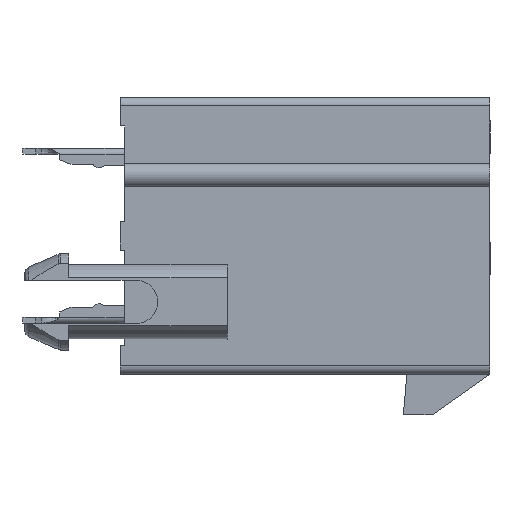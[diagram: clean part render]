
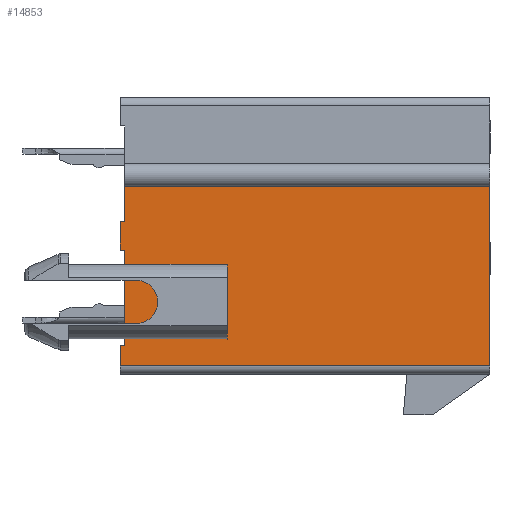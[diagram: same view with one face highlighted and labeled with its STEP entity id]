
A CAD part, left-side view. The second image highlights one B-rep face of the part: STEP entity #14853.
In plain terms, the highlighted planar face has unit normal (-1, 0, 0).
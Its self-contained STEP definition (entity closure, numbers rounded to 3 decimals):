
#93=CARTESIAN_POINT('',(-25.8,0.,1.7));
#94=VERTEX_POINT('',#93);
#102=CARTESIAN_POINT('',(-25.8,0.,-4.5));
#103=VERTEX_POINT('',#102);
#104=CARTESIAN_POINT('',(-25.8,0.,1.7));
#105=DIRECTION('',(0.,0.,-1.));
#106=VECTOR('',#105,6.2);
#107=LINE('',#104,#106);
#108=EDGE_CURVE('',#94,#103,#107,.T.);
#1381=CARTESIAN_POINT('',(-25.8,12.8,-4.5));
#1382=VERTEX_POINT('',#1381);
#1399=CARTESIAN_POINT('',(-25.8,0.,-4.5));
#1400=DIRECTION('',(0.,1.,0.));
#1401=VECTOR('',#1400,12.8);
#1402=LINE('',#1399,#1401);
#1403=EDGE_CURVE('',#103,#1382,#1402,.T.);
#2666=CARTESIAN_POINT('',(-25.8,12.8,0.5));
#2667=VERTEX_POINT('',#2666);
#2668=CARTESIAN_POINT('',(-25.8,12.65,0.5));
#2669=VERTEX_POINT('',#2668);
#2670=CARTESIAN_POINT('',(-25.8,12.8,0.5));
#2671=DIRECTION('',(0.,-1.,0.));
#2672=VECTOR('',#2671,0.15);
#2673=LINE('',#2670,#2672);
#2674=EDGE_CURVE('',#2667,#2669,#2673,.T.);
#2778=CARTESIAN_POINT('',(-25.8,12.8,-0.5));
#2779=VERTEX_POINT('',#2778);
#2786=CARTESIAN_POINT('',(-25.8,12.8,-0.5));
#2787=DIRECTION('',(0.,0.,1.));
#2788=VECTOR('',#2787,1.);
#2789=LINE('',#2786,#2788);
#2790=EDGE_CURVE('',#2779,#2667,#2789,.T.);
#2801=CARTESIAN_POINT('',(-25.8,12.65,-0.5));
#2802=VERTEX_POINT('',#2801);
#2803=CARTESIAN_POINT('',(-25.8,12.65,-0.5));
#2804=DIRECTION('',(0.,1.,0.));
#2805=VECTOR('',#2804,0.15);
#2806=LINE('',#2803,#2805);
#2807=EDGE_CURVE('',#2802,#2779,#2806,.T.);
#2832=CARTESIAN_POINT('',(-25.8,12.65,-3.8));
#2833=VERTEX_POINT('',#2832);
#2834=CARTESIAN_POINT('',(-25.8,12.65,-3.8));
#2835=DIRECTION('',(0.,0.,1.));
#2836=VECTOR('',#2835,3.3);
#2837=LINE('',#2834,#2836);
#2838=EDGE_CURVE('',#2833,#2802,#2837,.T.);
#2863=CARTESIAN_POINT('',(-25.8,12.8,-3.8));
#2864=VERTEX_POINT('',#2863);
#2865=CARTESIAN_POINT('',(-25.8,12.8,-3.8));
#2866=DIRECTION('',(0.,-1.,0.));
#2867=VECTOR('',#2866,0.15);
#2868=LINE('',#2865,#2867);
#2869=EDGE_CURVE('',#2864,#2833,#2868,.T.);
#2918=CARTESIAN_POINT('',(-25.8,12.8,-4.5));
#2919=DIRECTION('',(0.,0.,1.));
#2920=VECTOR('',#2919,0.7);
#2921=LINE('',#2918,#2920);
#2922=EDGE_CURVE('',#1382,#2864,#2921,.T.);
#14765=CARTESIAN_POINT('',(-25.8,12.65,1.7));
#14766=VERTEX_POINT('',#14765);
#14774=CARTESIAN_POINT('',(-25.8,12.65,1.7));
#14775=DIRECTION('',(0.,-1.,0.));
#14776=VECTOR('',#14775,12.65);
#14777=LINE('',#14774,#14776);
#14778=EDGE_CURVE('',#14766,#94,#14777,.T.);
#14788=CARTESIAN_POINT('',(-25.8,12.65,0.5));
#14789=DIRECTION('',(0.,0.,1.));
#14790=VECTOR('',#14789,1.2);
#14791=LINE('',#14788,#14790);
#14792=EDGE_CURVE('',#2669,#14766,#14791,.T.);
#14802=CARTESIAN_POINT('',(-25.8,6.4,0.));
#14803=DIRECTION('',(0.,-1.,0.));
#14804=DIRECTION('',(-1.,0.,0.));
#14805=AXIS2_PLACEMENT_3D('',#14802,#14804,#14803);
#14806=PLANE('',#14805);
#14807=ORIENTED_EDGE('',*,*,#14778,.F.);
#14808=ORIENTED_EDGE('',*,*,#14792,.F.);
#14809=ORIENTED_EDGE('',*,*,#2674,.F.);
#14810=ORIENTED_EDGE('',*,*,#2790,.F.);
#14811=ORIENTED_EDGE('',*,*,#2807,.F.);
#14812=ORIENTED_EDGE('',*,*,#2838,.F.);
#14813=ORIENTED_EDGE('',*,*,#2869,.F.);
#14814=ORIENTED_EDGE('',*,*,#2922,.F.);
#14815=ORIENTED_EDGE('',*,*,#1403,.F.);
#14816=ORIENTED_EDGE('',*,*,#108,.F.);
#14817=EDGE_LOOP('',(#14807,#14808,#14809,#14810,#14811,#14812,#14813,#14814,#14815,#14816));
#14818=FACE_OUTER_BOUND('',#14817,.T.);
#14819=CARTESIAN_POINT('',(-25.8,9.1,-1.459));
#14820=VERTEX_POINT('',#14819);
#14821=CARTESIAN_POINT('',(-25.8,9.1,-3.121));
#14822=VERTEX_POINT('',#14821);
#14823=CARTESIAN_POINT('',(-25.8,9.1,-1.459));
#14824=DIRECTION('',(0.,0.,-1.));
#14825=VECTOR('',#14824,1.661);
#14826=LINE('',#14823,#14825);
#14827=EDGE_CURVE('',#14820,#14822,#14826,.T.);
#14828=ORIENTED_EDGE('',*,*,#14827,.T.);
#14829=CARTESIAN_POINT('',(-25.8,11.5,-3.121));
#14830=VERTEX_POINT('',#14829);
#14831=CARTESIAN_POINT('',(-25.8,9.1,-3.121));
#14832=DIRECTION('',(0.,1.,0.));
#14833=VECTOR('',#14832,2.4);
#14834=LINE('',#14831,#14833);
#14835=EDGE_CURVE('',#14822,#14830,#14834,.T.);
#14836=ORIENTED_EDGE('',*,*,#14835,.T.);
#14837=CARTESIAN_POINT('',(-25.8,11.5,-1.459));
#14838=VERTEX_POINT('',#14837);
#14839=CARTESIAN_POINT('',(-25.8,11.5,-3.121));
#14840=DIRECTION('',(0.,0.,1.));
#14841=VECTOR('',#14840,1.661);
#14842=LINE('',#14839,#14841);
#14843=EDGE_CURVE('',#14830,#14838,#14842,.T.);
#14844=ORIENTED_EDGE('',*,*,#14843,.T.);
#14845=CARTESIAN_POINT('',(-25.8,11.5,-1.459));
#14846=DIRECTION('',(0.,-1.,0.));
#14847=VECTOR('',#14846,2.4);
#14848=LINE('',#14845,#14847);
#14849=EDGE_CURVE('',#14838,#14820,#14848,.T.);
#14850=ORIENTED_EDGE('',*,*,#14849,.T.);
#14851=EDGE_LOOP('',(#14828,#14836,#14844,#14850));
#14852=FACE_BOUND('',#14851,.T.);
#14853=ADVANCED_FACE('',(#14818,#14852),#14806,.T.);
